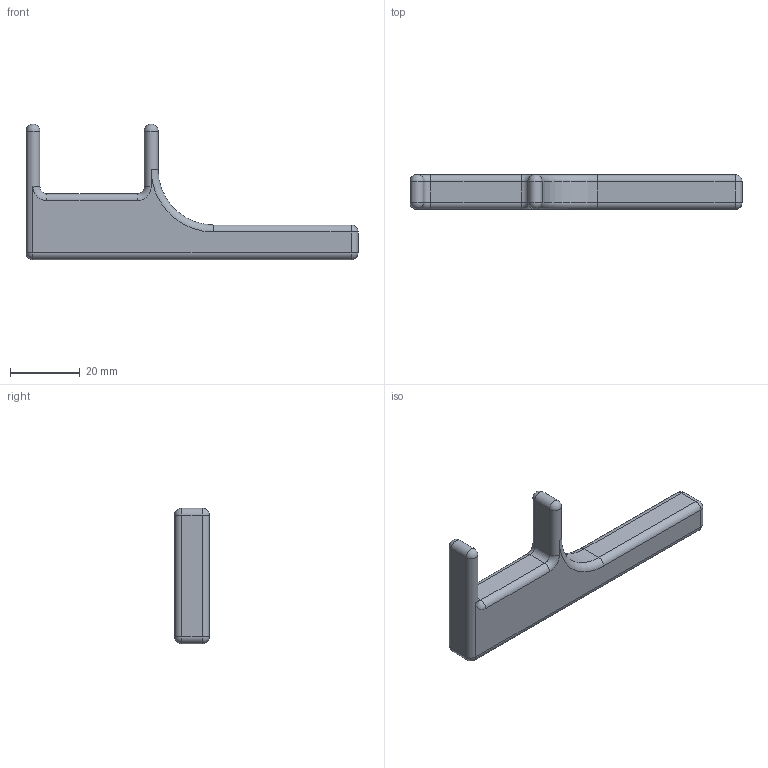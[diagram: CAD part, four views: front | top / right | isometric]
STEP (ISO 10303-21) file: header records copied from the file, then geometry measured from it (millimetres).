
FILE_DESCRIPTION(/* description */ (''),/* implementation_level */ '2;1');
FILE_NAME(/* name */ 'ZariboCalibration-1x-2.0.step',/* time_stamp */ '2018-03-03T20:55:28+01:00',/* author */ ('wolfgang.schadow'),/* organization */ (''),/* preprocessor_version */ 'ST-DEVELOPER v16.13',/* originating_system */ 'Autodesk Translation Framework v6.5.0.72',/* authorisation */ '');
FILE_SCHEMA (('AUTOMOTIVE_DESIGN { 1 0 10303 214 3 1 1 }'));
Length unit declared in the file: millimetre
Products named in the file (1): ZariboCalibration-1x-2.0
Bounding box: 95.5 x 10 x 39 mm (x, y, z)
Volume: 14514.2 mm3; surface area: 5680.5 mm2
Topology: 1 solids, 1 shells, 305 faces, 822 edges, 535 vertices
Faces by surface type: bspline 167, plane 102, cylinder 20, sphere 10, torus 6
Entity records: 11060 total; most frequent: CARTESIAN_POINT 4501, ORIENTED_EDGE 1642, EDGE_CURVE 821, DIRECTION 816, VERTEX_POINT 535, LINE 436, VECTOR 436, B_SPLINE_CURVE_WITH_KNOTS 334
